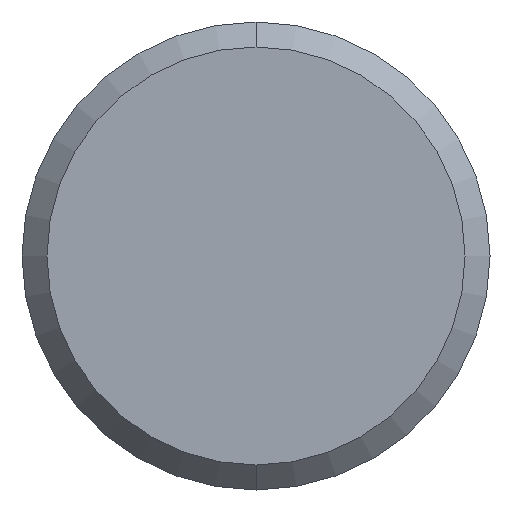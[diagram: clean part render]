
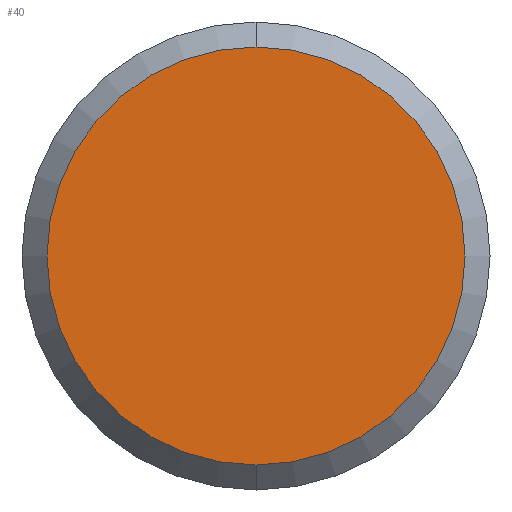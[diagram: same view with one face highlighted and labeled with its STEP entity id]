
A CAD part, front view. The second image highlights one B-rep face of the part: STEP entity #40.
In plain terms, the highlighted planar face has unit normal (0, -1, 0).
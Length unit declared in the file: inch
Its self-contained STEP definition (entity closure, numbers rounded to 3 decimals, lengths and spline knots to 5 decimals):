
#12 = DIRECTION ( 'NONE',  ( 0., 0., 1. ) ) ;
#19 = CIRCLE ( 'NONE', #177, 0.16735 ) ;
#40 = ADVANCED_FACE ( 'NONE', ( #172 ), #51, .F. ) ;
#51 = PLANE ( 'NONE',  #188 ) ;
#70 = AXIS2_PLACEMENT_3D ( 'NONE', #198, #135, #139 ) ;
#77 = DIRECTION ( 'NONE',  ( 0., 0., 1. ) ) ;
#88 = ORIENTED_EDGE ( 'NONE', *, *, #103, .T. ) ;
#99 = DIRECTION ( 'NONE',  ( 0., 1., 0. ) ) ;
#103 = EDGE_CURVE ( 'NONE', #206, #230, #19, .T. ) ;
#133 = EDGE_LOOP ( 'NONE', ( #88, #219 ) ) ;
#135 = DIRECTION ( 'NONE',  ( 0., -1., 0. ) ) ;
#139 = DIRECTION ( 'NONE',  ( 0., 0., 1. ) ) ;
#143 = CARTESIAN_POINT ( 'NONE',  ( 0., 0., 0. ) ) ;
#166 = CARTESIAN_POINT ( 'NONE',  ( 0., 0., 0. ) ) ;
#172 = FACE_OUTER_BOUND ( 'NONE', #133, .T. ) ;
#177 = AXIS2_PLACEMENT_3D ( 'NONE', #166, #186, #77 ) ;
#178 = CARTESIAN_POINT ( 'NONE',  ( 0., 0., -0.16735 ) ) ;
#186 = DIRECTION ( 'NONE',  ( 0., -1., 0. ) ) ;
#188 = AXIS2_PLACEMENT_3D ( 'NONE', #143, #99, #12 ) ;
#198 = CARTESIAN_POINT ( 'NONE',  ( 0., 0., 0. ) ) ;
#206 = VERTEX_POINT ( 'NONE', #245 ) ;
#219 = ORIENTED_EDGE ( 'NONE', *, *, #267, .T. ) ;
#230 = VERTEX_POINT ( 'NONE', #178 ) ;
#244 = CIRCLE ( 'NONE', #70, 0.16735 ) ;
#245 = CARTESIAN_POINT ( 'NONE',  ( 0., 0., 0.16735 ) ) ;
#267 = EDGE_CURVE ( 'NONE', #230, #206, #244, .T. ) ;
